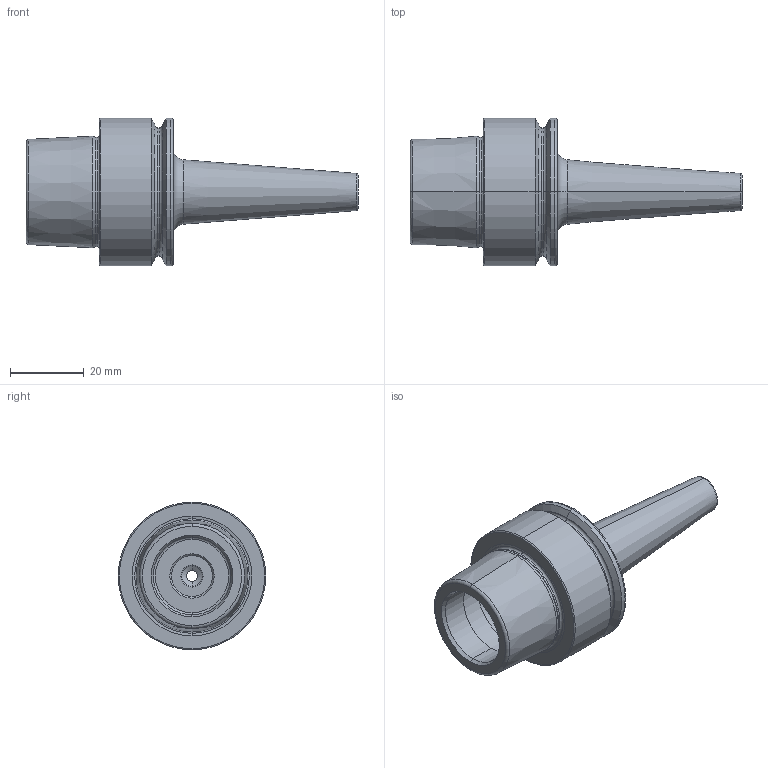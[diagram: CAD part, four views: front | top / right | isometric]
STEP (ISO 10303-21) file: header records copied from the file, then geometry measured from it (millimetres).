
FILE_DESCRIPTION (( 'STEP AP203' ), '1' );
FILE_NAME ('HE4.S03.K01.070.STEP', '2018-02-16T07:56:39', ( 'SWIAdmin' ), ( 'Hewlett-Packard Company' ), 'SwSTEP 2.0', 'SolidWorks 2017', '' );
FILE_SCHEMA (( 'CONFIG_CONTROL_DESIGN' ));
Length unit declared in the file: millimetre
Products named in the file (1): HE4.S03.K01.070
Bounding box: 89.9 x 40 x 40 mm (x, y, z)
Volume: 32277.8 mm3; surface area: 12281.3 mm2
Topology: 1 solids, 1 shells, 81 faces, 162 edges, 90 vertices
Faces by surface type: torus 24, cone 24, cylinder 24, plane 9
Entity records: 2179 total; most frequent: DIRECTION 440, CARTESIAN_POINT 334, ORIENTED_EDGE 324, AXIS2_PLACEMENT_3D 196, EDGE_CURVE 162, CIRCLE 114, EDGE_LOOP 90, VERTEX_POINT 90
